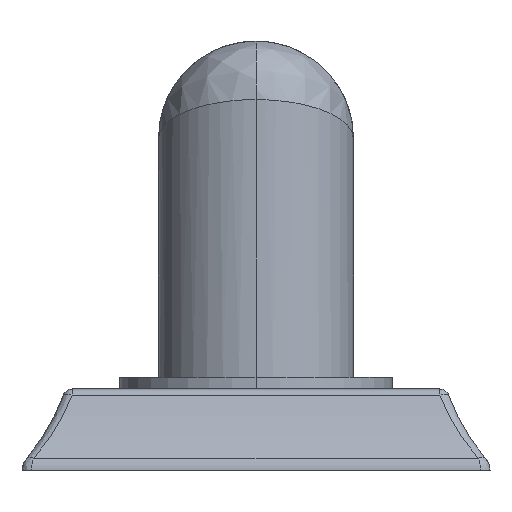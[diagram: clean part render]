
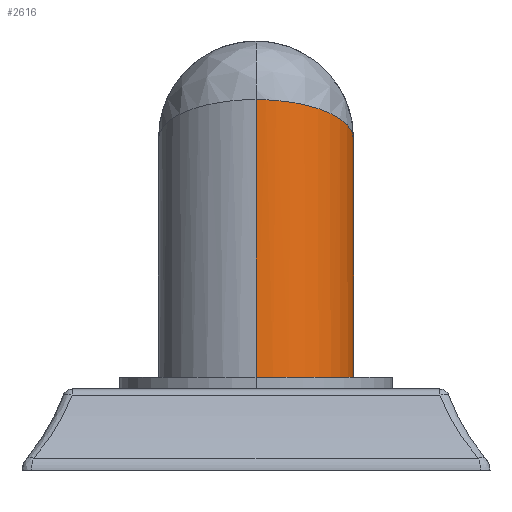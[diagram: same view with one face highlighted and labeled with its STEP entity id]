
A CAD part, left-side view. The second image highlights one B-rep face of the part: STEP entity #2616.
In plain terms, the highlighted cylindrical face has radius 15.875 mm (diameter 31.75 mm), a partial arc.
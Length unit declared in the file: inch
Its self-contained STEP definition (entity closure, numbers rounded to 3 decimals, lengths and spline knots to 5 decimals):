
#666=CARTESIAN_POINT('',(0.,0.,0.6));
#667=DIRECTION('',(0.,0.,-1.));
#668=DIRECTION('',(1.,0.,0.));
#669=AXIS2_PLACEMENT_3D('',#666,#667,#668);
#682=CARTESIAN_POINT('',(0.,-0.625,2.13));
#683=CARTESIAN_POINT('',(-0.02451,-0.625,
2.13989));
#684=CARTESIAN_POINT('',(-0.07349,-0.62211,
2.15938));
#685=CARTESIAN_POINT('',(-0.1457,-0.60925,
2.18828));
#686=CARTESIAN_POINT('',(-0.21562,-0.58813,
2.21625));
#687=CARTESIAN_POINT('',(-0.28218,-0.55923,
2.24287));
#688=CARTESIAN_POINT('',(-0.34446,-0.52315,
2.26779));
#689=CARTESIAN_POINT('',(-0.40166,-0.48059,
2.29066));
#690=CARTESIAN_POINT('',(-0.45313,-0.43236,
2.31125));
#691=CARTESIAN_POINT('',(-0.49842,-0.37922,
2.32937));
#692=CARTESIAN_POINT('',(-0.53715,-0.32198,
2.34486));
#693=CARTESIAN_POINT('',(-0.56906,-0.26142,
2.35762));
#694=CARTESIAN_POINT('',(-0.59401,-0.19824,
2.36761));
#695=CARTESIAN_POINT('',(-0.61188,-0.13319,
2.37475));
#696=CARTESIAN_POINT('',(-0.62261,-0.06689,
2.37904));
#697=CARTESIAN_POINT('',(-0.625,-0.02228,
2.38));
#698=CARTESIAN_POINT('',(-0.625,0.,2.38));
#703=CARTESIAN_POINT('',(0.,-0.625,2.13));
#704=CARTESIAN_POINT('',(0.02988,-0.625,
2.09716));
#705=CARTESIAN_POINT('',(0.08883,-0.62076,
2.03236));
#706=CARTESIAN_POINT('',(0.17496,-0.60212,
1.93768));
#707=CARTESIAN_POINT('',(0.25534,-0.57252,
1.84933));
#708=CARTESIAN_POINT('',(0.32827,-0.53389,
1.76917));
#709=CARTESIAN_POINT('',(0.39255,-0.48835,
1.69851));
#710=CARTESIAN_POINT('',(0.44782,-0.438,
1.63776));
#711=CARTESIAN_POINT('',(0.49423,-0.38463,
1.58674));
#712=CARTESIAN_POINT('',(0.53233,-0.32963,
1.54486));
#713=CARTESIAN_POINT('',(0.56286,-0.27403,
1.51131));
#714=CARTESIAN_POINT('',(0.58659,-0.21841,
1.48522));
#715=CARTESIAN_POINT('',(0.60423,-0.16313,
1.46583));
#716=CARTESIAN_POINT('',(0.61638,-0.10826,
1.45247));
#717=CARTESIAN_POINT('',(0.62347,-0.0538,
1.44468));
#718=CARTESIAN_POINT('',(0.625,-0.01782,
1.443));
#719=CARTESIAN_POINT('',(0.625,0.,
1.443));
#724=DIRECTION('',(0.,0.,-1.));
#725=VECTOR('',#724,0.843);
#726=CARTESIAN_POINT('',(0.625,0.,
1.443));
#727=LINE('',#726,#725);
#731=CARTESIAN_POINT('',(0.625,0.,
1.443));
#773=DIRECTION('',(0.,0.,-1.));
#774=VECTOR('',#773,1.78);
#775=CARTESIAN_POINT('',(-0.625,0.,2.38));
#776=LINE('',#775,#774);
#788=CARTESIAN_POINT('',(0.,-0.625,2.13));
#1814=CARTESIAN_POINT('',(-0.625,0.,2.38));
#1816=VERTEX_POINT('',#1814);
#1822=VERTEX_POINT('',#731);
#1825=VERTEX_POINT('',#788);
#1826=CARTESIAN_POINT('',(0.625,0.,0.6));
#1827=CARTESIAN_POINT('',(-0.625,0.,0.6));
#1828=VERTEX_POINT('',#1826);
#1829=VERTEX_POINT('',#1827);
#2600=CARTESIAN_POINT('',(0.,0.,2.13));
#2601=DIRECTION('',(0.,0.,-1.));
#2602=DIRECTION('',(1.,0.,0.));
#2603=AXIS2_PLACEMENT_3D('',#2600,#2601,#2602);
#2604=CYLINDRICAL_SURFACE('',#2603,0.625);
#2605=ORIENTED_EDGE('',*,*,#2593,.T.);
#2607=ORIENTED_EDGE('',*,*,#2606,.F.);
#2609=ORIENTED_EDGE('',*,*,#2608,.F.);
#2611=ORIENTED_EDGE('',*,*,#2610,.T.);
#2613=ORIENTED_EDGE('',*,*,#2612,.T.);
#2614=EDGE_LOOP('',(#2605,#2607,#2609,#2611,#2613));
#2615=FACE_OUTER_BOUND('',#2614,.F.);
#670=CIRCLE('',#669,0.625);
#699=B_SPLINE_CURVE_WITH_KNOTS('',3,(#682,#683,#684,#685,#686,#687,#688,#689,
#690,#691,#692,#693,#694,#695,#696,#697,#698),.UNSPECIFIED.,.F.,.F.,(4,1,1,1,1,
1,1,1,1,1,1,1,1,1,4),(0.,0.07143,0.14286,
0.21429,0.28571,0.35714,0.42857,0.5,
0.57143,0.64286,0.71429,0.78571,
0.85714,0.92857,1.),.UNSPECIFIED.);
#720=B_SPLINE_CURVE_WITH_KNOTS('',3,(#703,#704,#705,#706,#707,#708,#709,#710,
#711,#712,#713,#714,#715,#716,#717,#718,#719),.UNSPECIFIED.,.F.,.F.,(4,1,1,1,1,
1,1,1,1,1,1,1,1,1,4),(0.,0.07143,0.14286,
0.21429,0.28571,0.35714,0.42857,0.5,
0.57143,0.64286,0.71429,0.78571,
0.85714,0.92857,1.),.UNSPECIFIED.);
#2593=EDGE_CURVE('',#1828,#1829,#670,.T.);
#2606=EDGE_CURVE('',#1816,#1829,#776,.T.);
#2608=EDGE_CURVE('',#1825,#1816,#699,.T.);
#2610=EDGE_CURVE('',#1825,#1822,#720,.T.);
#2612=EDGE_CURVE('',#1822,#1828,#727,.T.);
#2616=ADVANCED_FACE('',(#2615),#2604,.T.);
